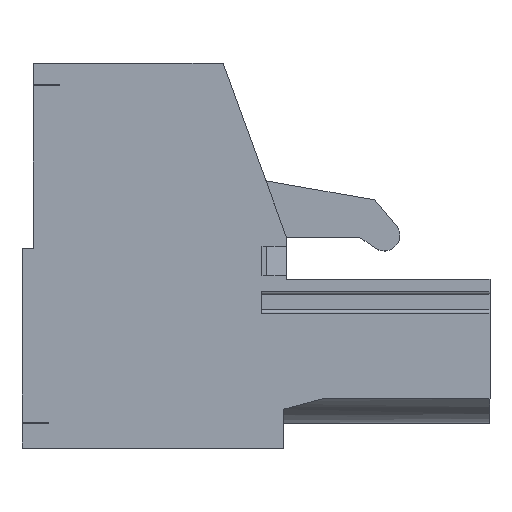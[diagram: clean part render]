
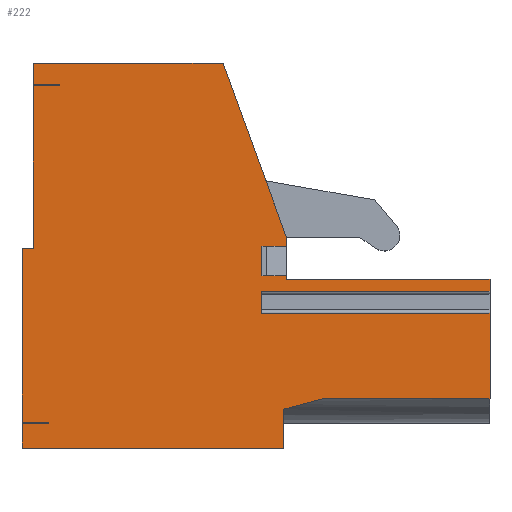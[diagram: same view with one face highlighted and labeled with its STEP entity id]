
A CAD part, top view. The second image highlights one B-rep face of the part: STEP entity #222.
In plain terms, the highlighted planar face has unit normal (0, 0, 1).
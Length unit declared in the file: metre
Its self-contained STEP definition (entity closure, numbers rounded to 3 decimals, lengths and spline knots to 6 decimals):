
#222=ADVANCED_FACE('',(#529),#530,.T.);
#529=FACE_OUTER_BOUND('',#919,.T.);
#530=PLANE('',#920);
#919=EDGE_LOOP('',(#1499,#1500,#1501,#1502,#1503,#1504,#1505,#1506,#1507,#1508,#1509,#1510,#1511,#1512,#1513,#1514,#1515,#1516,#1517,#1518,#1519,#1520,#1521,#1522,#1523,#1524,#1525,#1526));
#920=AXIS2_PLACEMENT_3D('',#1527,#1528,#1529);
#1499=ORIENTED_EDGE('',*,*,#2297,.T.);
#1500=ORIENTED_EDGE('',*,*,#2467,.T.);
#1501=ORIENTED_EDGE('',*,*,#2440,.T.);
#1502=ORIENTED_EDGE('',*,*,#2358,.T.);
#1503=ORIENTED_EDGE('',*,*,#2454,.T.);
#1504=ORIENTED_EDGE('',*,*,#2332,.T.);
#1505=ORIENTED_EDGE('',*,*,#2468,.T.);
#1506=ORIENTED_EDGE('',*,*,#2469,.F.);
#1507=ORIENTED_EDGE('',*,*,#2470,.T.);
#1508=ORIENTED_EDGE('',*,*,#2471,.T.);
#1509=ORIENTED_EDGE('',*,*,#2376,.T.);
#1510=ORIENTED_EDGE('',*,*,#2472,.T.);
#1511=ORIENTED_EDGE('',*,*,#2473,.T.);
#1512=ORIENTED_EDGE('',*,*,#2474,.T.);
#1513=ORIENTED_EDGE('',*,*,#2475,.T.);
#1514=ORIENTED_EDGE('',*,*,#2476,.T.);
#1515=ORIENTED_EDGE('',*,*,#2322,.T.);
#1516=ORIENTED_EDGE('',*,*,#2477,.T.);
#1517=ORIENTED_EDGE('',*,*,#2292,.T.);
#1518=ORIENTED_EDGE('',*,*,#2478,.F.);
#1519=ORIENTED_EDGE('',*,*,#2479,.T.);
#1520=ORIENTED_EDGE('',*,*,#2408,.T.);
#1521=ORIENTED_EDGE('',*,*,#2480,.F.);
#1522=ORIENTED_EDGE('',*,*,#2481,.F.);
#1523=ORIENTED_EDGE('',*,*,#2482,.T.);
#1524=ORIENTED_EDGE('',*,*,#2483,.F.);
#1525=ORIENTED_EDGE('',*,*,#2442,.T.);
#1526=ORIENTED_EDGE('',*,*,#2484,.F.);
#1527=CARTESIAN_POINT('',(0.273592,0.202842,0.1356));
#1528=DIRECTION('',(0.,0.,1.0));
#1529=DIRECTION('',(1.0,0.,0.));
#2292=EDGE_CURVE('',#2727,#2728,#2729,.T.);
#2297=EDGE_CURVE('',#2736,#2737,#2738,.T.);
#2322=EDGE_CURVE('',#2781,#2778,#2782,.T.);
#2332=EDGE_CURVE('',#2799,#2797,#2800,.T.);
#2358=EDGE_CURVE('',#2845,#2843,#2846,.T.);
#2376=EDGE_CURVE('',#2875,#2873,#2876,.T.);
#2408=EDGE_CURVE('',#2929,#2926,#2930,.T.);
#2440=EDGE_CURVE('',#2980,#2845,#2981,.T.);
#2442=EDGE_CURVE('',#2984,#2982,#2985,.T.);
#2454=EDGE_CURVE('',#2843,#2799,#3003,.T.);
#2467=EDGE_CURVE('',#2737,#2980,#3023,.T.);
#2468=EDGE_CURVE('',#2797,#3024,#3025,.T.);
#2469=EDGE_CURVE('',#3026,#3024,#3027,.T.);
#2470=EDGE_CURVE('',#3026,#3028,#3029,.T.);
#2471=EDGE_CURVE('',#3028,#2875,#3030,.T.);
#2472=EDGE_CURVE('',#2873,#3031,#3032,.T.);
#2473=EDGE_CURVE('',#3031,#3033,#3034,.T.);
#2474=EDGE_CURVE('',#3033,#3035,#3036,.T.);
#2475=EDGE_CURVE('',#3035,#3037,#3038,.T.);
#2476=EDGE_CURVE('',#3037,#2781,#3039,.T.);
#2477=EDGE_CURVE('',#2778,#2727,#3040,.T.);
#2478=EDGE_CURVE('',#3041,#2728,#3042,.T.);
#2479=EDGE_CURVE('',#3041,#2929,#3043,.T.);
#2480=EDGE_CURVE('',#3044,#2926,#3045,.T.);
#2481=EDGE_CURVE('',#3046,#3044,#3047,.T.);
#2482=EDGE_CURVE('',#3046,#3048,#3049,.T.);
#2483=EDGE_CURVE('',#2984,#3048,#3050,.T.);
#2484=EDGE_CURVE('',#2736,#2982,#3051,.T.);
#2727=VERTEX_POINT('',#3368);
#2728=VERTEX_POINT('',#3369);
#2729=LINE('',#3370,#3371);
#2736=VERTEX_POINT('',#3380);
#2737=VERTEX_POINT('',#3381);
#2738=LINE('',#3382,#3383);
#2778=VERTEX_POINT('',#3436);
#2781=VERTEX_POINT('',#3440);
#2782=LINE('',#3441,#3442);
#2797=VERTEX_POINT('',#3463);
#2799=VERTEX_POINT('',#3466);
#2800=LINE('',#3467,#3468);
#2843=VERTEX_POINT('',#3521);
#2845=VERTEX_POINT('',#3524);
#2846=LINE('',#3525,#3526);
#2873=VERTEX_POINT('',#3564);
#2875=VERTEX_POINT('',#3567);
#2876=LINE('',#3568,#3569);
#2926=VERTEX_POINT('',#3637);
#2929=VERTEX_POINT('',#3640);
#2930=LINE('',#3641,#3642);
#2980=VERTEX_POINT('',#3711);
#2981=LINE('',#3712,#3713);
#2982=VERTEX_POINT('',#3714);
#2984=VERTEX_POINT('',#3717);
#2985=LINE('',#3718,#3719);
#3003=LINE('',#3746,#3747);
#3023=LINE('',#3774,#3775);
#3024=VERTEX_POINT('',#3776);
#3025=LINE('',#3777,#3778);
#3026=VERTEX_POINT('',#3779);
#3027=LINE('',#3780,#3781);
#3028=VERTEX_POINT('',#3782);
#3029=LINE('',#3783,#3784);
#3030=LINE('',#3785,#3786);
#3031=VERTEX_POINT('',#3787);
#3032=LINE('',#3788,#3789);
#3033=VERTEX_POINT('',#3790);
#3034=LINE('',#3791,#3792);
#3035=VERTEX_POINT('',#3793);
#3036=LINE('',#3794,#3795);
#3037=VERTEX_POINT('',#3796);
#3038=LINE('',#3797,#3798);
#3039=LINE('',#3799,#3800);
#3040=LINE('',#3801,#3802);
#3041=VERTEX_POINT('',#3803);
#3042=LINE('',#3804,#3805);
#3043=LINE('',#3806,#3807);
#3044=VERTEX_POINT('',#3808);
#3045=LINE('',#3809,#3810);
#3046=VERTEX_POINT('',#3811);
#3047=LINE('',#3812,#3813);
#3048=VERTEX_POINT('',#3814);
#3049=LINE('',#3815,#3816);
#3050=LINE('',#3817,#3818);
#3051=LINE('',#3819,#3820);
#3368=CARTESIAN_POINT('',(0.265292,0.197615,0.1356));
#3369=CARTESIAN_POINT('',(0.266885,0.198042,0.1356));
#3370=CARTESIAN_POINT('',(0.266885,0.198042,0.1356));
#3371=VECTOR('',#4258,1.0);
#3380=CARTESIAN_POINT('',(0.2644,0.202991,0.1356));
#3381=CARTESIAN_POINT('',(0.2644,0.204181,0.1356));
#3382=CARTESIAN_POINT('',(0.2644,0.207267,0.1356));
#3383=VECTOR('',#4264,1.0);
#3436=CARTESIAN_POINT('',(0.265292,0.196042,0.1356));
#3440=CARTESIAN_POINT('',(0.254742,0.196042,0.1356));
#3441=CARTESIAN_POINT('',(0.265392,0.196042,0.1356));
#3442=VECTOR('',#4294,1.0);
#3463=CARTESIAN_POINT('',(0.255192,0.210692,0.1356));
#3466=CARTESIAN_POINT('',(0.255192,0.211542,0.1356));
#3467=CARTESIAN_POINT('',(0.255192,0.210382,0.1356));
#3468=VECTOR('',#4302,1.0);
#3521=CARTESIAN_POINT('',(0.262844,0.211542,0.1356));
#3524=CARTESIAN_POINT('',(0.265392,0.204542,0.1356));
#3525=CARTESIAN_POINT('',(0.263026,0.211042,0.1356));
#3526=VECTOR('',#4338,1.0);
#3564=CARTESIAN_POINT('',(0.254742,0.204092,0.1356));
#3567=CARTESIAN_POINT('',(0.255192,0.204092,0.1356));
#3568=CARTESIAN_POINT('',(0.254742,0.204092,0.1356));
#3569=VECTOR('',#4357,1.0);
#3637=CARTESIAN_POINT('',(0.2644,0.201486,0.1356));
#3640=CARTESIAN_POINT('',(0.273592,0.201486,0.1356));
#3641=CARTESIAN_POINT('',(0.273592,0.201486,0.1356));
#3642=VECTOR('',#4397,1.0);
#3711=CARTESIAN_POINT('',(0.265392,0.204181,0.1356));
#3712=CARTESIAN_POINT('',(0.265392,0.197642,0.1356));
#3713=VECTOR('',#4426,1.0);
#3714=CARTESIAN_POINT('',(0.265392,0.202991,0.1356));
#3717=CARTESIAN_POINT('',(0.265392,0.202842,0.1356));
#3718=CARTESIAN_POINT('',(0.265392,0.197642,0.1356));
#3719=VECTOR('',#4428,1.0);
#3746=CARTESIAN_POINT('',(0.255042,0.211542,0.1356));
#3747=VECTOR('',#4438,1.0);
#3774=CARTESIAN_POINT('',(0.2644,0.204181,0.1356));
#3775=VECTOR('',#4452,1.0);
#3776=CARTESIAN_POINT('',(0.256242,0.210692,0.1356));
#3777=CARTESIAN_POINT('',(0.255742,0.210692,0.1356));
#3778=VECTOR('',#4453,1.0);
#3779=CARTESIAN_POINT('',(0.256242,0.210642,0.1356));
#3780=CARTESIAN_POINT('',(0.256242,0.210232,0.1356));
#3781=VECTOR('',#4454,1.0);
#3782=CARTESIAN_POINT('',(0.255192,0.210642,0.1356));
#3783=CARTESIAN_POINT('',(0.255942,0.210642,0.1356));
#3784=VECTOR('',#4455,1.0);
#3785=CARTESIAN_POINT('',(0.255192,0.203542,0.1356));
#3786=VECTOR('',#4456,1.0);
#3787=CARTESIAN_POINT('',(0.254742,0.197092,0.1356));
#3788=CARTESIAN_POINT('',(0.254742,0.196742,0.1356));
#3789=VECTOR('',#4457,1.0);
#3790=CARTESIAN_POINT('',(0.255792,0.197092,0.1356));
#3791=CARTESIAN_POINT('',(0.256942,0.197092,0.1356));
#3792=VECTOR('',#4458,1.0);
#3793=CARTESIAN_POINT('',(0.255792,0.197042,0.1356));
#3794=CARTESIAN_POINT('',(0.255792,0.197042,0.1356));
#3795=VECTOR('',#4459,1.0);
#3796=CARTESIAN_POINT('',(0.254742,0.197042,0.1356));
#3797=CARTESIAN_POINT('',(0.254542,0.197042,0.1356));
#3798=VECTOR('',#4460,1.0);
#3799=CARTESIAN_POINT('',(0.254742,0.196042,0.1356));
#3800=VECTOR('',#4461,1.0);
#3801=CARTESIAN_POINT('',(0.265292,0.197642,0.1356));
#3802=VECTOR('',#4462,1.0);
#3803=CARTESIAN_POINT('',(0.273592,0.198042,0.1356));
#3804=CARTESIAN_POINT('',(0.266885,0.198042,0.1356));
#3805=VECTOR('',#4463,1.0);
#3806=CARTESIAN_POINT('',(0.273592,0.198942,0.1356));
#3807=VECTOR('',#4464,1.0);
#3808=CARTESIAN_POINT('',(0.2644,0.202365,0.1356));
#3809=CARTESIAN_POINT('',(0.2644,0.201486,0.1356));
#3810=VECTOR('',#4465,1.0);
#3811=CARTESIAN_POINT('',(0.273592,0.202365,0.1356));
#3812=CARTESIAN_POINT('',(0.273592,0.202365,0.1356));
#3813=VECTOR('',#4466,1.0);
#3814=CARTESIAN_POINT('',(0.273592,0.202842,0.1356));
#3815=CARTESIAN_POINT('',(0.273592,0.198942,0.1356));
#3816=VECTOR('',#4467,1.0);
#3817=CARTESIAN_POINT('',(0.273692,0.202842,0.1356));
#3818=VECTOR('',#4468,1.0);
#3819=CARTESIAN_POINT('',(0.265392,0.202991,0.1356));
#3820=VECTOR('',#4469,1.0);
#4258=DIRECTION('',(0.966,0.259,0.));
#4264=DIRECTION('',(0.,1.0,0.0));
#4294=DIRECTION('',(1.0,0.0,0.));
#4302=DIRECTION('',(0.,-1.0,0.));
#4338=DIRECTION('',(-0.342,0.94,0.));
#4357=DIRECTION('',(-1.0,0.0,0.));
#4397=DIRECTION('',(-1.0,0.0,0.0));
#4426=DIRECTION('',(0.,1.0,0.));
#4428=DIRECTION('',(0.,1.0,0.));
#4438=DIRECTION('',(-1.0,0.,0.));
#4452=DIRECTION('',(1.0,0.,0.));
#4453=DIRECTION('',(1.0,0.0,0.));
#4454=DIRECTION('',(0.0,1.0,0.0));
#4455=DIRECTION('',(-1.0,0.0,0.));
#4456=DIRECTION('',(0.,-1.0,0.));
#4457=DIRECTION('',(0.,-1.0,0.));
#4458=DIRECTION('',(1.0,0.0,0.));
#4459=DIRECTION('',(0.,-1.0,0.));
#4460=DIRECTION('',(-1.0,0.0,0.));
#4461=DIRECTION('',(0.,-1.0,0.));
#4462=DIRECTION('',(0.,1.0,0.));
#4463=DIRECTION('',(-1.0,0.,0.));
#4464=DIRECTION('',(0.,1.0,0.));
#4465=DIRECTION('',(0.0,-1.0,0.));
#4466=DIRECTION('',(-1.0,0.0,0.0));
#4467=DIRECTION('',(0.,1.0,0.));
#4468=DIRECTION('',(1.0,0.0,0.));
#4469=DIRECTION('',(1.0,0.,0.));
